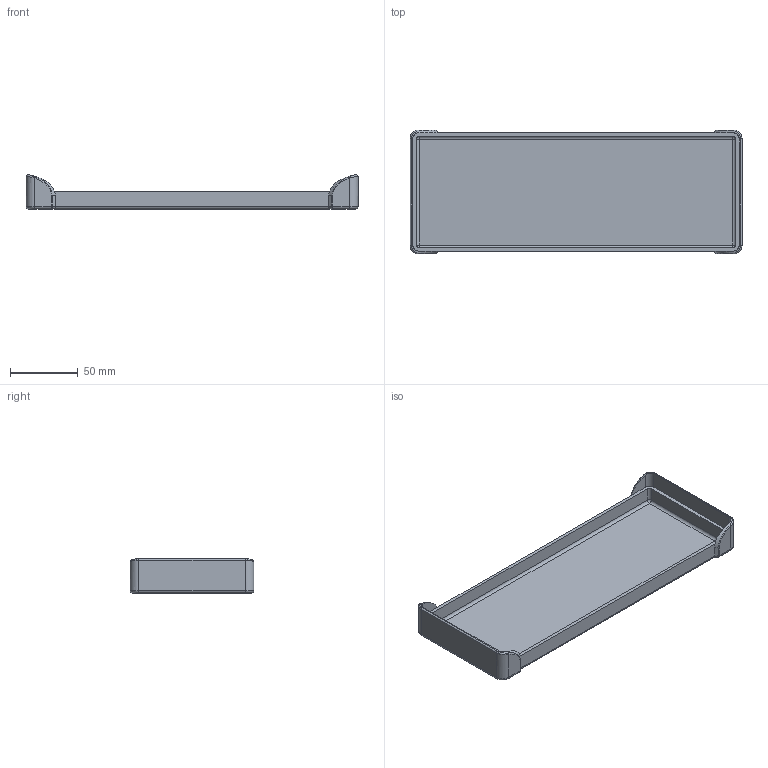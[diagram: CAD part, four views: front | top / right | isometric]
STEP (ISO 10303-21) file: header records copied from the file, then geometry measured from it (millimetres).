
FILE_DESCRIPTION(('HOOPS Exchange Step'),'2;1');
FILE_NAME('temp_export','2025-02-09T12:47:20+08:00',('tcyeee'),('Shapr3D Limited'),'HOOPS Exchange 2024.6','Shapr3D','Authorized');
FILE_SCHEMA( ('AP242_MANAGED_MODEL_BASED_3D_ENGINEERING_MIM_LF {1 0 10303 442 1 1 4 }') );
Length unit declared in the file: millimetre
Products named in the file (2): 配件; root
Assembly tree (1 placements, depth 2):
  root
    配件
Bounding box: 244.34 x 91.2 x 25.1 mm (x, y, z)
Volume: 50496.3 mm3; surface area: 63325.6 mm2
Topology: 1 solids, 1 shells, 97 faces, 232 edges, 130 vertices
Faces by surface type: cylinder 38, plane 27, bspline 20, torus 8, sphere 4
Entity records: 5613 total; most frequent: CARTESIAN_POINT 3429, DIRECTION 450, ORIENTED_EDGE 448, EDGE_CURVE 224, AXIS2_PLACEMENT_3D 177, VERTEX_POINT 130, EDGE_LOOP 98, FACE_BOUND 98
